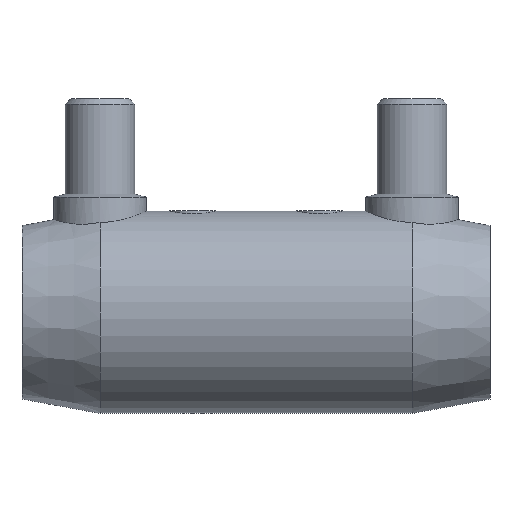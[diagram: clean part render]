
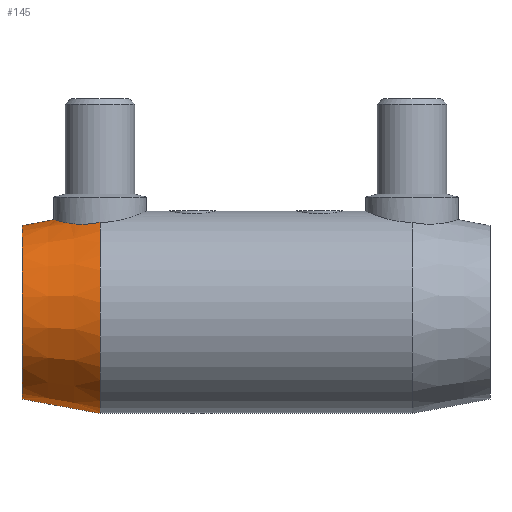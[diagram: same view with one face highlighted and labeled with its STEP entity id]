
A CAD part, top view. The second image highlights one B-rep face of the part: STEP entity #145.
In plain terms, the highlighted conical face has half-angle 10.491 degrees and reference radius 16.25 mm.
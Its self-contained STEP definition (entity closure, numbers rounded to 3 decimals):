
#145 = ADVANCED_FACE( '', ( #296 ), #297, .T. );
#296 = FACE_OUTER_BOUND( '', #452, .T. );
#297 = CONICAL_SURFACE( '', #453, 16.25, 0.183 );
#452 = EDGE_LOOP( '', ( #994, #995, #996, #997, #998 ) );
#453 = AXIS2_PLACEMENT_3D( '', #999, #1000, #1001 );
#994 = ORIENTED_EDGE( '', *, *, #1029, .T. );
#995 = ORIENTED_EDGE( '', *, *, #1192, .F. );
#996 = ORIENTED_EDGE( '', *, *, #1032, .T. );
#997 = ORIENTED_EDGE( '', *, *, #1180, .T. );
#998 = ORIENTED_EDGE( '', *, *, #1182, .T. );
#999 = CARTESIAN_POINT( '', ( -34.25, 0., 0. ) );
#1000 = DIRECTION( '', ( 1., 0., 0. ) );
#1001 = DIRECTION( '', ( 0., 1., 0. ) );
#1029 = EDGE_CURVE( '', #1204, #1205, #1206, .T. );
#1032 = EDGE_CURVE( '', #1211, #1209, #1212, .T. );
#1180 = EDGE_CURVE( '', #1209, #1452, #1454, .T. );
#1182 = EDGE_CURVE( '', #1452, #1204, #1456, .T. );
#1192 = EDGE_CURVE( '', #1211, #1205, #1466, .T. );
#1204 = VERTEX_POINT( '', #1517 );
#1205 = VERTEX_POINT( '', #1518 );
#1206 = LINE( '', #1519, #1520 );
#1209 = VERTEX_POINT( '', #1560 );
#1211 = VERTEX_POINT( '', #1562 );
#1212 = LINE( '', #1563, #1564 );
#1452 = VERTEX_POINT( '', #2150 );
#1454 = CIRCLE( '', #2185, 17.5 );
#1456 = B_SPLINE_CURVE_WITH_KNOTS( '', 3, ( #2187, #2188, #2189, #2190, #2191, #2192, #2193, #2194, #2195, #2196, #2197, #2198, #2199, #2200, #2201, #2202, #2203, #2204, #2205, #2206, #2207, #2208, #2209, #2210, #2211, #2212, #2213, #2214, #2215, #2216, #2217, #2218, #2219, #2220, #2221, #2222, #2223, #2224 ), .UNSPECIFIED., .F., .F., ( 4, 2, 2, 2, 2, 2, 2, 2, 2, 2, 2, 2, 2, 2, 2, 2, 2, 2, 4 ), ( 8.917, 9.594, 11.015, 12.435, 13.856, 15.277, 16.718, 18.159, 19.6, 21.041, 22.482, 23.922, 25.363, 26.804, 28.225, 29.646, 31.067, 32.488, 33.164 ), .UNSPECIFIED. );
#1466 = CIRCLE( '', #2234, 15. );
#1517 = CARTESIAN_POINT( '', ( -35.5, 16.019, 0. ) );
#1518 = CARTESIAN_POINT( '', ( -41., 15., 0. ) );
#1519 = CARTESIAN_POINT( '', ( -34.25, 16.25, 0. ) );
#1520 = VECTOR( '', #2244, 1. );
#1560 = CARTESIAN_POINT( '', ( -27.5, -17.5, 0. ) );
#1562 = CARTESIAN_POINT( '', ( -41., -15., 0. ) );
#1563 = CARTESIAN_POINT( '', ( -34.25, -16.25, 0. ) );
#1564 = VECTOR( '', #2248, 1. );
#2150 = CARTESIAN_POINT( '', ( -27.5, 15.564, 8. ) );
#2185 = AXIS2_PLACEMENT_3D( '', #2505, #2506, #2507 );
#2187 = CARTESIAN_POINT( '', ( -27.5, 15.564, 8. ) );
#2188 = CARTESIAN_POINT( '', ( -27.729, 15.517, 8. ) );
#2189 = CARTESIAN_POINT( '', ( -27.956, 15.475, 7.99 ) );
#2190 = CARTESIAN_POINT( '', ( -28.643, 15.361, 7.932 ) );
#2191 = CARTESIAN_POINT( '', ( -29.124, 15.304, 7.849 ) );
#2192 = CARTESIAN_POINT( '', ( -30.078, 15.237, 7.589 ) );
#2193 = CARTESIAN_POINT( '', ( -30.551, 15.228, 7.413 ) );
#2194 = CARTESIAN_POINT( '', ( -31.454, 15.251, 6.973 ) );
#2195 = CARTESIAN_POINT( '', ( -31.885, 15.283, 6.709 ) );
#2196 = CARTESIAN_POINT( '', ( -32.679, 15.371, 6.117 ) );
#2197 = CARTESIAN_POINT( '', ( -33.042, 15.427, 5.789 ) );
#2198 = CARTESIAN_POINT( '', ( -33.686, 15.544, 5.095 ) );
#2199 = CARTESIAN_POINT( '', ( -33.99, 15.61, 4.704 ) );
#2200 = CARTESIAN_POINT( '', ( -34.526, 15.738, 3.858 ) );
#2201 = CARTESIAN_POINT( '', ( -34.758, 15.801, 3.404 ) );
#2202 = CARTESIAN_POINT( '', ( -35.13, 15.905, 2.457 ) );
#2203 = CARTESIAN_POINT( '', ( -35.271, 15.948, 1.965 ) );
#2204 = CARTESIAN_POINT( '', ( -35.456, 16.005, 0.977 ) );
#2205 = CARTESIAN_POINT( '', ( -35.5, 16.019, 0.48 ) );
#2206 = CARTESIAN_POINT( '', ( -35.5, 16.019, -0.48 ) );
#2207 = CARTESIAN_POINT( '', ( -35.456, 16.005, -0.977 ) );
#2208 = CARTESIAN_POINT( '', ( -35.271, 15.948, -1.965 ) );
#2209 = CARTESIAN_POINT( '', ( -35.13, 15.905, -2.457 ) );
#2210 = CARTESIAN_POINT( '', ( -34.758, 15.801, -3.404 ) );
#2211 = CARTESIAN_POINT( '', ( -34.526, 15.738, -3.858 ) );
#2212 = CARTESIAN_POINT( '', ( -33.99, 15.61, -4.704 ) );
#2213 = CARTESIAN_POINT( '', ( -33.686, 15.544, -5.095 ) );
#2214 = CARTESIAN_POINT( '', ( -33.042, 15.427, -5.789 ) );
#2215 = CARTESIAN_POINT( '', ( -32.679, 15.371, -6.117 ) );
#2216 = CARTESIAN_POINT( '', ( -31.885, 15.283, -6.709 ) );
#2217 = CARTESIAN_POINT( '', ( -31.454, 15.251, -6.973 ) );
#2218 = CARTESIAN_POINT( '', ( -30.551, 15.228, -7.413 ) );
#2219 = CARTESIAN_POINT( '', ( -30.078, 15.237, -7.589 ) );
#2220 = CARTESIAN_POINT( '', ( -29.124, 15.304, -7.849 ) );
#2221 = CARTESIAN_POINT( '', ( -28.643, 15.361, -7.932 ) );
#2222 = CARTESIAN_POINT( '', ( -27.956, 15.475, -7.99 ) );
#2223 = CARTESIAN_POINT( '', ( -27.729, 15.517, -8. ) );
#2224 = CARTESIAN_POINT( '', ( -27.5, 15.564, -8. ) );
#2234 = AXIS2_PLACEMENT_3D( '', #2538, #2539, #2540 );
#2244 = DIRECTION( '', ( -0.983, -0.182, 0. ) );
#2248 = DIRECTION( '', ( 0.983, -0.182, 0. ) );
#2505 = CARTESIAN_POINT( '', ( -27.5, 0., 0. ) );
#2506 = DIRECTION( '', ( -1., 0., 0. ) );
#2507 = DIRECTION( '', ( 0., 1., 0. ) );
#2538 = CARTESIAN_POINT( '', ( -41., 0., 0. ) );
#2539 = DIRECTION( '', ( -1., 0., 0. ) );
#2540 = DIRECTION( '', ( 0., 1., 0. ) );
